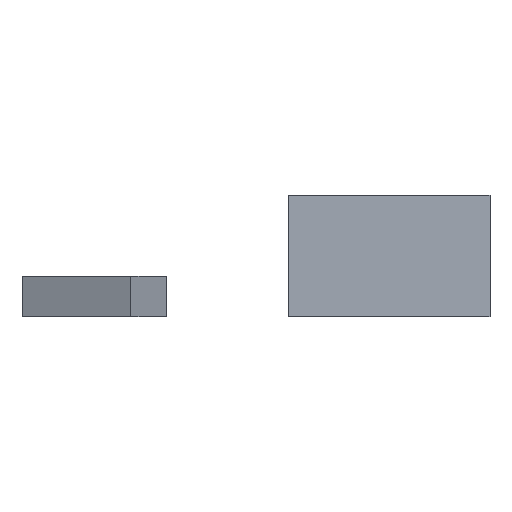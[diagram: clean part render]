
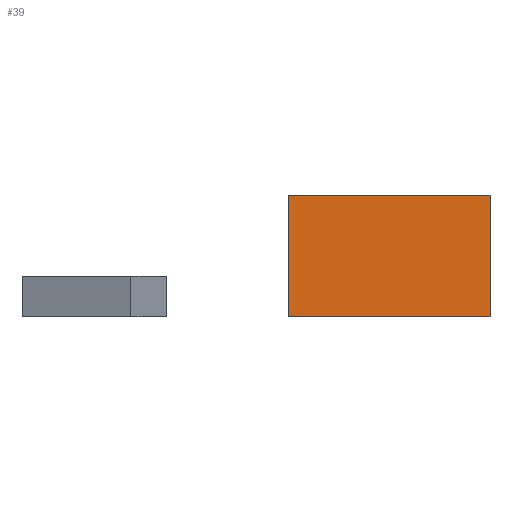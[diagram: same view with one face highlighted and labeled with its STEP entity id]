
A CAD part, left-side view. The second image highlights one B-rep face of the part: STEP entity #39.
In plain terms, the highlighted planar face has unit normal (-1, 0, 0).
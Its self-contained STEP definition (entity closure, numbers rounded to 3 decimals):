
#39=ADVANCED_FACE('',(#51),#123,.T.);
#51=FACE_OUTER_BOUND('',#63,.F.);
#63=EDGE_LOOP('',(#99,#100,#101,#102));
#99=ORIENTED_EDGE('',*,*,#154,.F.);
#100=ORIENTED_EDGE('',*,*,#162,.F.);
#101=ORIENTED_EDGE('',*,*,#158,.T.);
#102=ORIENTED_EDGE('',*,*,#165,.T.);
#123=PLANE('',#241);
#154=EDGE_CURVE('',#229,#228,#178,.T.);
#158=EDGE_CURVE('',#225,#224,#182,.T.);
#162=EDGE_CURVE('',#225,#229,#186,.T.);
#165=EDGE_CURVE('',#224,#228,#189,.T.);
#178=LINE('',#336,#202);
#182=LINE('',#340,#206);
#186=LINE('',#344,#210);
#189=LINE('',#347,#213);
#202=VECTOR('',#274,50.);
#206=VECTOR('',#278,50.);
#210=VECTOR('',#282,30.);
#213=VECTOR('',#285,30.);
#224=VERTEX_POINT('',#330);
#225=VERTEX_POINT('',#331);
#228=VERTEX_POINT('',#334);
#229=VERTEX_POINT('',#335);
#241=AXIS2_PLACEMENT_3D('',#350,#290,#291);
#274=DIRECTION('',(0.,1.,0.));
#278=DIRECTION('',(0.,1.,0.));
#282=DIRECTION('',(0.,0.,1.));
#285=DIRECTION('',(0.,0.,1.));
#290=DIRECTION('',(-1.,0.,0.));
#291=DIRECTION('',(0.,1.,0.));
#330=CARTESIAN_POINT('',(-20.,25.,0.));
#331=CARTESIAN_POINT('',(-20.,-25.,0.));
#334=CARTESIAN_POINT('',(-20.,25.,30.));
#335=CARTESIAN_POINT('',(-20.,-25.,30.));
#336=CARTESIAN_POINT('',(-20.,-25.,30.));
#340=CARTESIAN_POINT('',(-20.,-25.,0.));
#344=CARTESIAN_POINT('',(-20.,-25.,0.));
#347=CARTESIAN_POINT('',(-20.,25.,0.));
#350=CARTESIAN_POINT('',(-20.,-25.5,30.5));
